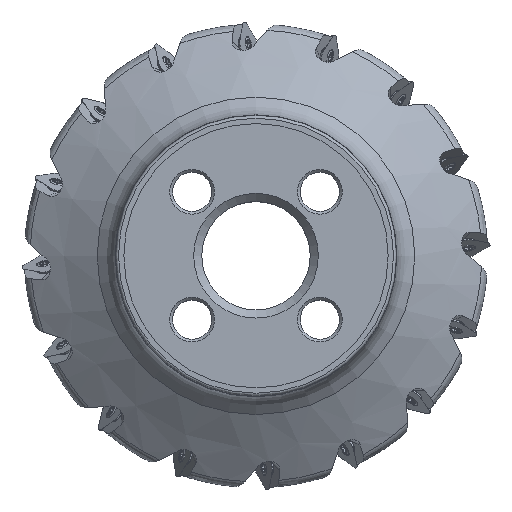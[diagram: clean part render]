
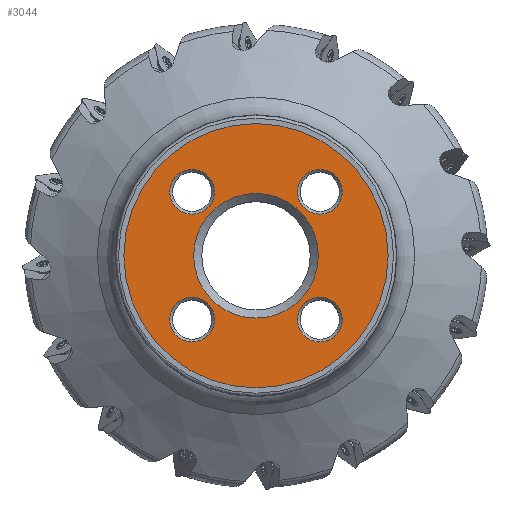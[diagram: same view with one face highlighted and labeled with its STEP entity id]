
A CAD part, top view. The second image highlights one B-rep face of the part: STEP entity #3044.
In plain terms, the highlighted planar face has unit normal (0, 0, 1).
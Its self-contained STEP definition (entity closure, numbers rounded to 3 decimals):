
#3044=ADVANCED_FACE('SU_1',(#6109,#6110,#6111,#6112,#6113,#6114),#4406,
 .F.);
#4406=PLANE('',#31364);
#5423=CIRCLE('',#31304,48.75);
#5429=CIRCLE('',#31316,8.25);
#5435=CIRCLE('',#31328,8.25);
#5440=CIRCLE('',#31336,8.25);
#5447=CIRCLE('',#31352,8.25);
#5450=CIRCLE('',#31357,23.006);
#6109=FACE_BOUND('',#6823,.T.);
#6110=FACE_BOUND('',#6824,.T.);
#6111=FACE_BOUND('',#6825,.T.);
#6112=FACE_BOUND('',#6826,.T.);
#6113=FACE_BOUND('',#6827,.T.);
#6114=FACE_BOUND('',#6828,.T.);
#6823=EDGE_LOOP('',(#14981));
#6824=EDGE_LOOP('',(#14982));
#6825=EDGE_LOOP('',(#14983));
#6826=EDGE_LOOP('',(#14984));
#6827=EDGE_LOOP('',(#14985));
#6828=EDGE_LOOP('',(#14986));
#14981=ORIENTED_EDGE('',*,*,#26482,.F.);
#14982=ORIENTED_EDGE('',*,*,#26500,.F.);
#14983=ORIENTED_EDGE('',*,*,#26476,.T.);
#14984=ORIENTED_EDGE('',*,*,#26503,.F.);
#14985=ORIENTED_EDGE('',*,*,#26488,.F.);
#14986=ORIENTED_EDGE('',*,*,#26493,.F.);
#23092=VERTEX_POINT('',#51222);
#23098=VERTEX_POINT('',#51240);
#23104=VERTEX_POINT('',#51258);
#23109=VERTEX_POINT('',#51271);
#23116=VERTEX_POINT('',#51294);
#23119=VERTEX_POINT('',#51302);
#26476=EDGE_CURVE('',#23092,#23092,#5423,.T.);
#26482=EDGE_CURVE('',#23098,#23098,#5429,.T.);
#26488=EDGE_CURVE('',#23104,#23104,#5435,.T.);
#26493=EDGE_CURVE('',#23109,#23109,#5440,.T.);
#26500=EDGE_CURVE('',#23116,#23116,#5447,.T.);
#26503=EDGE_CURVE('',#23119,#23119,#5450,.T.);
#31304=AXIS2_PLACEMENT_3D('',#51221,#35629,#35630);
#31316=AXIS2_PLACEMENT_3D('',#51239,#35653,#35654);
#31328=AXIS2_PLACEMENT_3D('',#51257,#35677,#35678);
#31336=AXIS2_PLACEMENT_3D('',#51270,#35693,#35694);
#31352=AXIS2_PLACEMENT_3D('',#51293,#35725,#35726);
#31357=AXIS2_PLACEMENT_3D('',#51301,#35735,#35736);
#31364=AXIS2_PLACEMENT_3D('',#51311,#35749,#35750);
#35629=DIRECTION('',(0.,0.,1.));
#35630=DIRECTION('',(1.,0.,0.));
#35653=DIRECTION('',(0.,0.,1.));
#35654=DIRECTION('',(-1.,0.,0.));
#35677=DIRECTION('',(0.,0.,1.));
#35678=DIRECTION('',(-1.,0.,0.));
#35693=DIRECTION('',(0.,0.,1.));
#35694=DIRECTION('',(-1.,0.,0.));
#35725=DIRECTION('',(0.,0.,1.));
#35726=DIRECTION('',(-1.,0.,0.));
#35735=DIRECTION('',(0.,0.,1.));
#35736=DIRECTION('',(1.,0.,0.));
#35749=DIRECTION('',(0.,0.,-1.));
#35750=DIRECTION('',(-1.,0.,0.));
#51221=CARTESIAN_POINT('',(0.,0.,0.));
#51222=CARTESIAN_POINT('',(48.75,0.,0.));
#51239=CARTESIAN_POINT('',(23.582,-23.582,0.));
#51240=CARTESIAN_POINT('',(15.332,-23.582,0.));
#51257=CARTESIAN_POINT('',(23.582,23.582,0.));
#51258=CARTESIAN_POINT('',(15.332,23.582,0.));
#51270=CARTESIAN_POINT('',(-23.582,23.582,0.));
#51271=CARTESIAN_POINT('',(-31.832,23.582,0.));
#51293=CARTESIAN_POINT('',(-23.582,-23.582,0.));
#51294=CARTESIAN_POINT('',(-31.832,-23.582,0.));
#51301=CARTESIAN_POINT('',(0.,0.,0.));
#51302=CARTESIAN_POINT('',(23.006,0.,0.));
#51311=CARTESIAN_POINT('',(-51.75,0.,0.));
